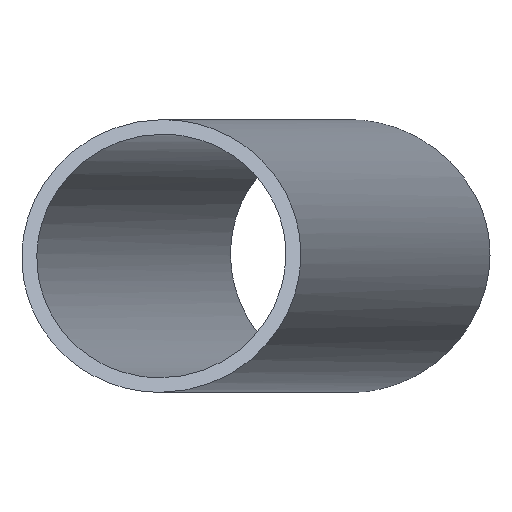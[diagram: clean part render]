
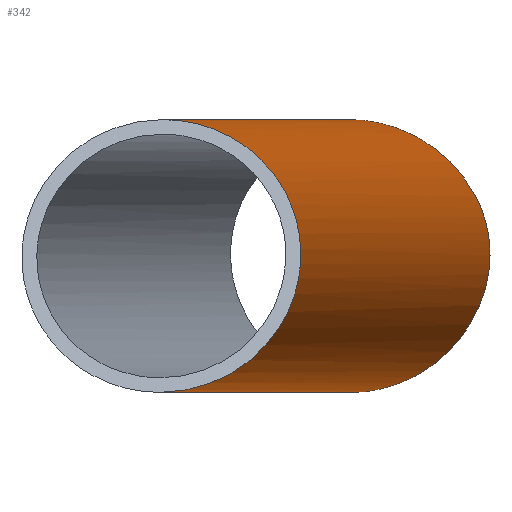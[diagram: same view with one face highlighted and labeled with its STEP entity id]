
A CAD part, left-side view. The second image highlights one B-rep face of the part: STEP entity #342.
In plain terms, the highlighted cylindrical face has radius 14 mm (diameter 28 mm), a partial arc.
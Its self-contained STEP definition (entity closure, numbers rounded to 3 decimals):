
#88=CARTESIAN_POINT('Vertex',(-1846.414,299.842,-100.)) ;
#90=CARTESIAN_POINT('Vertex',(-1853.586,300.158,-128.)) ;
#94=CARTESIAN_POINT('Control Point',(-1853.586,300.158,-128.)) ;
#95=CARTESIAN_POINT('Control Point',(-1852.873,298.658,-128.)) ;
#96=CARTESIAN_POINT('Control Point',(-1852.12,297.176,-127.808)) ;
#97=CARTESIAN_POINT('Control Point',(-1851.343,295.739,-127.434)) ;
#98=CARTESIAN_POINT('Control Point',(-1849.89,293.214,-126.43)) ;
#99=CARTESIAN_POINT('Control Point',(-1848.442,290.986,-124.879)) ;
#100=CARTESIAN_POINT('Control Point',(-1847.788,290.042,-124.061)) ;
#101=CARTESIAN_POINT('Control Point',(-1846.674,288.548,-122.453)) ;
#102=CARTESIAN_POINT('Control Point',(-1845.641,287.373,-120.559)) ;
#103=CARTESIAN_POINT('Control Point',(-1845.218,286.936,-119.701)) ;
#104=CARTESIAN_POINT('Control Point',(-1844.452,286.237,-117.975)) ;
#105=CARTESIAN_POINT('Control Point',(-1843.793,285.829,-116.119)) ;
#106=CARTESIAN_POINT('Control Point',(-1843.506,285.706,-115.209)) ;
#107=CARTESIAN_POINT('Control Point',(-1843.016,285.618,-113.423)) ;
#108=CARTESIAN_POINT('Control Point',(-1842.662,285.825,-111.617)) ;
#109=CARTESIAN_POINT('Control Point',(-1842.526,285.996,-110.751)) ;
#110=CARTESIAN_POINT('Control Point',(-1842.307,286.531,-108.864)) ;
#111=CARTESIAN_POINT('Control Point',(-1842.275,287.401,-107.087)) ;
#112=CARTESIAN_POINT('Control Point',(-1842.316,287.973,-106.164)) ;
#113=CARTESIAN_POINT('Control Point',(-1842.503,289.242,-104.506)) ;
#114=CARTESIAN_POINT('Control Point',(-1842.886,290.774,-103.129)) ;
#115=CARTESIAN_POINT('Control Point',(-1843.114,291.564,-102.537)) ;
#116=CARTESIAN_POINT('Control Point',(-1843.666,293.293,-101.461)) ;
#117=CARTESIAN_POINT('Control Point',(-1844.36,295.144,-100.72)) ;
#118=CARTESIAN_POINT('Control Point',(-1844.755,296.129,-100.425)) ;
#119=CARTESIAN_POINT('Control Point',(-1845.322,297.469,-100.149)) ;
#120=CARTESIAN_POINT('Control Point',(-1845.93,298.809,-100.03)) ;
#121=CARTESIAN_POINT('Control Point',(-1846.089,299.154,-100.01)) ;
#122=CARTESIAN_POINT('Control Point',(-1846.25,299.498,-100.)) ;
#123=CARTESIAN_POINT('Control Point',(-1846.414,299.842,-100.)) ;
#207=CARTESIAN_POINT('Line Origine',(-501137.339,22330.703,-128.)) ;
#211=CARTESIAN_POINT('Vertex',(-1409.859,280.579,-128.)) ;
#213=CARTESIAN_POINT('Vertex',(-1850.,300.,-128.)) ;
#216=CARTESIAN_POINT('Line Origine',(-501137.339,22330.703,-128.)) ;
#221=CARTESIAN_POINT('Line Origine',(-501137.339,22330.703,-100.)) ;
#225=CARTESIAN_POINT('Vertex',(-1413.404,280.735,-100.)) ;
#283=CARTESIAN_POINT('Axis2P3D Location',(-1623.368,290.,-114.)) ;
#289=CARTESIAN_POINT('Control Point',(-1409.859,280.579,-128.)) ;
#290=CARTESIAN_POINT('Control Point',(-1410.039,279.634,-128.)) ;
#291=CARTESIAN_POINT('Control Point',(-1410.142,278.683,-127.902)) ;
#292=CARTESIAN_POINT('Control Point',(-1410.166,277.76,-127.711)) ;
#293=CARTESIAN_POINT('Vertex',(-1410.166,277.76,-127.711)) ;
#297=CARTESIAN_POINT('Control Point',(-1413.404,280.735,-100.)) ;
#298=CARTESIAN_POINT('Control Point',(-1413.247,279.667,-100.)) ;
#299=CARTESIAN_POINT('Control Point',(-1412.987,278.603,-100.1)) ;
#300=CARTESIAN_POINT('Control Point',(-1412.63,277.568,-100.298)) ;
#301=CARTESIAN_POINT('Control Point',(-1411.702,275.444,-100.899)) ;
#302=CARTESIAN_POINT('Control Point',(-1410.493,273.56,-101.826)) ;
#303=CARTESIAN_POINT('Control Point',(-1409.789,272.628,-102.399)) ;
#304=CARTESIAN_POINT('Control Point',(-1408.524,271.169,-103.48)) ;
#305=CARTESIAN_POINT('Control Point',(-1407.192,269.92,-104.735)) ;
#306=CARTESIAN_POINT('Control Point',(-1406.637,269.439,-105.28)) ;
#307=CARTESIAN_POINT('Control Point',(-1405.719,268.698,-106.232)) ;
#308=CARTESIAN_POINT('Control Point',(-1404.837,268.05,-107.279)) ;
#309=CARTESIAN_POINT('Control Point',(-1404.496,267.808,-107.71)) ;
#310=CARTESIAN_POINT('Control Point',(-1403.685,267.243,-108.833)) ;
#311=CARTESIAN_POINT('Control Point',(-1403.039,266.782,-110.103)) ;
#312=CARTESIAN_POINT('Control Point',(-1402.742,266.546,-110.937)) ;
#313=CARTESIAN_POINT('Control Point',(-1402.642,266.334,-112.147)) ;
#314=CARTESIAN_POINT('Control Point',(-1402.843,266.266,-113.341)) ;
#315=CARTESIAN_POINT('Control Point',(-1402.914,266.258,-113.653)) ;
#316=CARTESIAN_POINT('Control Point',(-1403.142,266.262,-114.462)) ;
#317=CARTESIAN_POINT('Control Point',(-1403.455,266.326,-115.244)) ;
#318=CARTESIAN_POINT('Control Point',(-1403.671,266.386,-115.717)) ;
#319=CARTESIAN_POINT('Control Point',(-1404.048,266.517,-116.481)) ;
#320=CARTESIAN_POINT('Control Point',(-1404.451,266.698,-117.221)) ;
#321=CARTESIAN_POINT('Control Point',(-1404.612,266.776,-117.509)) ;
#322=CARTESIAN_POINT('Control Point',(-1405.369,267.174,-118.827)) ;
#323=CARTESIAN_POINT('Control Point',(-1406.149,267.726,-120.08)) ;
#324=CARTESIAN_POINT('Control Point',(-1406.745,268.25,-121.027)) ;
#325=CARTESIAN_POINT('Control Point',(-1407.711,269.305,-122.573)) ;
#326=CARTESIAN_POINT('Control Point',(-1408.541,270.626,-123.961)) ;
#327=CARTESIAN_POINT('Control Point',(-1408.856,271.22,-124.505)) ;
#328=CARTESIAN_POINT('Control Point',(-1409.523,272.738,-125.715)) ;
#329=CARTESIAN_POINT('Control Point',(-1409.963,274.475,-126.678)) ;
#330=CARTESIAN_POINT('Control Point',(-1410.128,275.543,-127.136)) ;
#331=CARTESIAN_POINT('Control Point',(-1410.194,276.647,-127.481)) ;
#332=CARTESIAN_POINT('Control Point',(-1410.166,277.76,-127.711)) ;
#208=DIRECTION('Vector Direction',(-0.999,0.044,0.)) ;
#217=DIRECTION('Vector Direction',(-0.999,0.044,0.)) ;
#222=DIRECTION('Vector Direction',(-0.999,0.044,0.)) ;
#284=DIRECTION('Axis2P3D Direction',(-0.999,0.044,0.)) ;
#285=DIRECTION('Axis2P3D XDirection',(0.,0.,-1.)) ;
#286=AXIS2_PLACEMENT_3D('Cylinder Axis2P3D',#283,#284,#285) ;
#335=ORIENTED_EDGE('',*,*,#227,.T.) ;
#336=ORIENTED_EDGE('',*,*,#124,.F.) ;
#337=ORIENTED_EDGE('',*,*,#220,.F.) ;
#338=ORIENTED_EDGE('',*,*,#215,.F.) ;
#339=ORIENTED_EDGE('',*,*,#295,.T.) ;
#340=ORIENTED_EDGE('',*,*,#333,.F.) ;
#209=VECTOR('Line Direction',#208,1.) ;
#218=VECTOR('Line Direction',#217,1.) ;
#223=VECTOR('Line Direction',#222,1.) ;
#342=ADVANCED_FACE('Corps principal',(#341),#287,.T.) ;
#93=B_SPLINE_CURVE_WITH_KNOTS('',5,(#94,#95,#96,#97,#98,#99,#100,#101,#102,#103,#104,#105,#106,#107,#108,#109,#110,#111,#112,#113,#114,#115,#116,#117,#118,#119,#120,#121,#122,#123),.UNSPECIFIED.,.F.,.U.,(6,3,3,3,3,3,3,3,3,6),(0.,11.748,21.659,29.066,35.838,42.117,49.74,56.858,64.604,67.293),.UNSPECIFIED.) ;
#288=B_SPLINE_CURVE_WITH_KNOTS('',3,(#289,#290,#291,#292),.UNSPECIFIED.,.F.,.U.,(4,4),(0.,4.227),.UNSPECIFIED.) ;
#296=B_SPLINE_CURVE_WITH_KNOTS('',5,(#297,#298,#299,#300,#301,#302,#303,#304,#305,#306,#307,#308,#309,#310,#311,#312,#313,#314,#315,#316,#317,#318,#319,#320,#321,#322,#323,#324,#325,#326,#327,#328,#329,#330,#331,#332),.UNSPECIFIED.,.F.,.U.,(6,3,3,3,3,3,3,3,3,3,3,6),(0.,7.932,17.072,23.491,27.71,34.001,36.25,39.918,42.295,50.942,57.078,65.574),.UNSPECIFIED.) ;
#287=CYLINDRICAL_SURFACE('generated cylinder',#286,14.) ;
#124=EDGE_CURVE('',#91,#89,#93,.T.) ;
#215=EDGE_CURVE('',#212,#214,#210,.T.) ;
#220=EDGE_CURVE('',#214,#91,#219,.T.) ;
#227=EDGE_CURVE('',#226,#89,#224,.T.) ;
#295=EDGE_CURVE('',#212,#294,#288,.T.) ;
#333=EDGE_CURVE('',#226,#294,#296,.T.) ;
#334=EDGE_LOOP('',(#335,#336,#337,#338,#339,#340)) ;
#341=FACE_OUTER_BOUND('',#334,.T.) ;
#210=LINE('Line',#207,#209) ;
#219=LINE('Line',#216,#218) ;
#224=LINE('Line',#221,#223) ;
#89=VERTEX_POINT('',#88) ;
#91=VERTEX_POINT('',#90) ;
#212=VERTEX_POINT('',#211) ;
#214=VERTEX_POINT('',#213) ;
#226=VERTEX_POINT('',#225) ;
#294=VERTEX_POINT('',#293) ;
